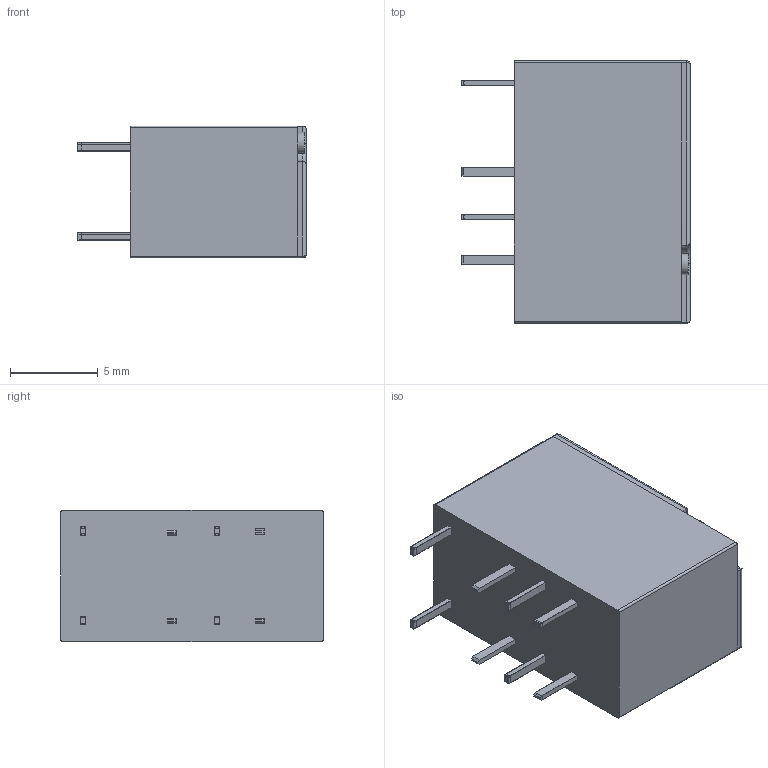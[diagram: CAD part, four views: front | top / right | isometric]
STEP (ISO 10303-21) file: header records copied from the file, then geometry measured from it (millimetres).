
FILE_DESCRIPTION(/* description */ (''),/* implementation_level */ '2;1');
FILE_NAME(/* name */ 'Relay_SY-12W_v3.step',/* time_stamp */ '2025-03-29T15:12:33+01:00',/* author */ (''),/* organization */ (''),/* preprocessor_version */ 'ST-DEVELOPER v20.1',/* originating_system */ 'Autodesk Translation Framework v14.4.0.0',/* authorisation */ '');
FILE_SCHEMA (('AUTOMOTIVE_DESIGN { 1 0 10303 214 3 1 1 }'));
Length unit declared in the file: millimetre
Products named in the file (20): Relay_SY-12W; ShapeString; Fusion; PINC001; PINC002; PINC005; PINC006; PINC009; PINC010; PINA002; PINB002; PINA005; PINB005; PINA006; PINB006; PINA009; PINB009; PINA010; PINB010; PINB001
Assembly tree (21 placements, depth 2):
  Relay_SY-12W
    ShapeString
    Fusion
    PINC001
    PINC002
    PINC005
    PINC006
    PINC009
    PINC010
    PINB001  x3
    PINA002
    PINB002
    PINA005
    PINB005
    PINA006
    PINB006
    PINA009
    PINB009
    PINA010
    PINB010
Bounding box: 13.01 x 14.9 x 7.5 mm (x, y, z)
Volume: 1127 mm3; surface area: 877.3 mm2
Topology: 32 solids, 36 shells, 450 faces, 1115 edges, 723 vertices
Faces by surface type: plane 355, bspline 82, cylinder 12, torus 1
Full cylindrical faces by diameter (mm): 1.2 x1
Entity records: 14051 total; most frequent: CARTESIAN_POINT 3650, ORIENTED_EDGE 2128, DIRECTION 1727, EDGE_CURVE 1076, LINE 895, VECTOR 895, VERTEX_POINT 699, EDGE_LOOP 445
